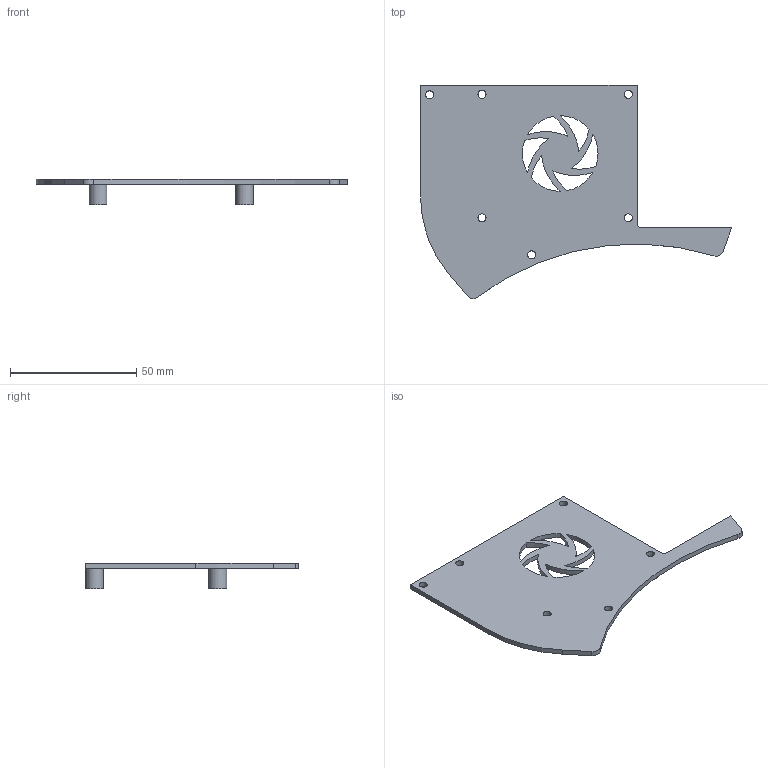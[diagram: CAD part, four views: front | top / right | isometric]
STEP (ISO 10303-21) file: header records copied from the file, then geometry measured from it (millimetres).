
FILE_DESCRIPTION(('FreeCAD Model'),'2;1');
FILE_NAME('Open CASCADE Shape Model','2024-11-13T18:52:12',(''),(''), 'Open CASCADE STEP processor 7.7','FreeCAD','Unknown');
FILE_SCHEMA(('AUTOMOTIVE_DESIGN { 1 0 10303 214 1 1 1 1 }'));
Length unit declared in the file: millimetre
Products named in the file (1): 4-base-cover--green-shield
Bounding box: 123.42 x 84.53 x 10 mm (x, y, z)
Volume: 12846.3 mm3; surface area: 14257.9 mm2
Topology: 1 solids, 1 shells, 46 faces, 123 edges, 80 vertices
Faces by surface type: cylinder 33, plane 13
Full cylindrical faces by diameter (mm): 3.2 x6, 7 x4
Entity records: 1541 total; most frequent: DIRECTION 285, CARTESIAN_POINT 250, ORIENTED_EDGE 246, EDGE_CURVE 123, AXIS2_PLACEMENT_3D 115, VERTEX_POINT 80, FACE_BOUND 73, EDGE_LOOP 73
